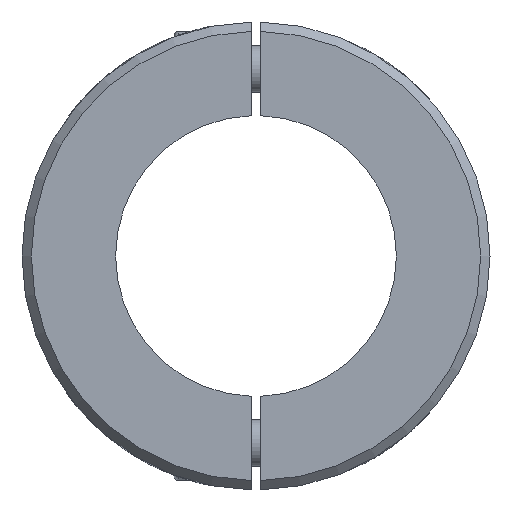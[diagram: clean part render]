
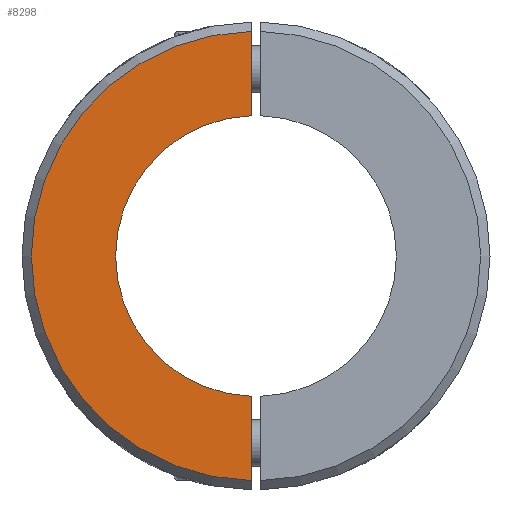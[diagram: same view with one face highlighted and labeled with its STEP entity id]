
A CAD part, left-side view. The second image highlights one B-rep face of the part: STEP entity #8298.
In plain terms, the highlighted planar face has unit normal (-1, 0, 0).
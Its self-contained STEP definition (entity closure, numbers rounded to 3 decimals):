
#473 = VERTEX_POINT ( 'NONE', #8204 ) ;
#874 = DIRECTION ( 'NONE',  ( 0., 0., 1. ) ) ;
#876 = EDGE_CURVE ( 'NONE', #11231, #13987, #12763, .T. ) ;
#1009 = ORIENTED_EDGE ( 'NONE', *, *, #876, .T. ) ;
#1180 = CARTESIAN_POINT ( 'NONE',  ( -75., 1., 50. ) ) ;
#1563 = DIRECTION ( 'NONE',  ( -1., 0., 0. ) ) ;
#1614 = AXIS2_PLACEMENT_3D ( 'NONE', #12554, #6081, #13510 ) ;
#1961 = DIRECTION ( 'NONE',  ( 1., 0., 0. ) ) ;
#2382 = VERTEX_POINT ( 'NONE', #13132 ) ;
#2899 = DIRECTION ( 'NONE',  ( 0., 0., -1. ) ) ;
#6081 = DIRECTION ( 'NONE',  ( -1., 0., 0. ) ) ;
#6837 = EDGE_CURVE ( 'NONE', #473, #2382, #12254, .T. ) ;
#6861 = DIRECTION ( 'NONE',  ( 0., 0., 1. ) ) ;
#7137 = PLANE ( 'NONE',  #12342 ) ;
#7738 = ORIENTED_EDGE ( 'NONE', *, *, #10499, .F. ) ;
#7754 = VECTOR ( 'NONE', #13286, 1000. ) ;
#8204 = CARTESIAN_POINT ( 'NONE',  ( -75., 1., -47.99 ) ) ;
#8298 = ADVANCED_FACE ( 'NONE', ( #9516 ), #7137, .F. ) ;
#8311 = CIRCLE ( 'NONE', #10122, 30. ) ;
#9516 = FACE_OUTER_BOUND ( 'NONE', #13439, .T. ) ;
#9696 = CARTESIAN_POINT ( 'NONE',  ( -75., 1., 47.99 ) ) ;
#10054 = ORIENTED_EDGE ( 'NONE', *, *, #13384, .T. ) ;
#10122 = AXIS2_PLACEMENT_3D ( 'NONE', #10817, #1563, #6861 ) ;
#10499 = EDGE_CURVE ( 'NONE', #11231, #2382, #8311, .T. ) ;
#10631 = CARTESIAN_POINT ( 'NONE',  ( -75., 50., 0. ) ) ;
#10716 = ORIENTED_EDGE ( 'NONE', *, *, #6837, .T. ) ;
#10817 = CARTESIAN_POINT ( 'NONE',  ( -75., 0., 0. ) ) ;
#11231 = VERTEX_POINT ( 'NONE', #12531 ) ;
#11744 = CARTESIAN_POINT ( 'NONE',  ( -75., 1., 50. ) ) ;
#12254 = LINE ( 'NONE', #1180, #7754 ) ;
#12342 = AXIS2_PLACEMENT_3D ( 'NONE', #10631, #1961, #2899 ) ;
#12531 = CARTESIAN_POINT ( 'NONE',  ( -75., 1., 29.983 ) ) ;
#12554 = CARTESIAN_POINT ( 'NONE',  ( -75., 0., 0. ) ) ;
#12763 = LINE ( 'NONE', #11744, #12842 ) ;
#12832 = CIRCLE ( 'NONE', #1614, 48. ) ;
#12842 = VECTOR ( 'NONE', #874, 1000. ) ;
#13132 = CARTESIAN_POINT ( 'NONE',  ( -75., 1., -29.983 ) ) ;
#13286 = DIRECTION ( 'NONE',  ( 0., 0., 1. ) ) ;
#13384 = EDGE_CURVE ( 'NONE', #13987, #473, #12832, .T. ) ;
#13439 = EDGE_LOOP ( 'NONE', ( #10054, #10716, #7738, #1009 ) ) ;
#13510 = DIRECTION ( 'NONE',  ( 0., 0., -1. ) ) ;
#13987 = VERTEX_POINT ( 'NONE', #9696 ) ;
